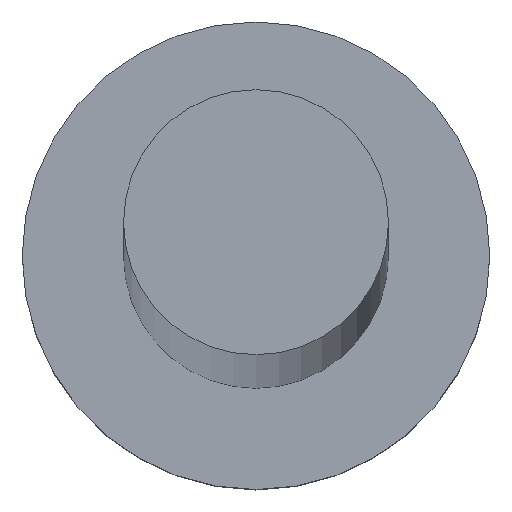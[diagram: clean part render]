
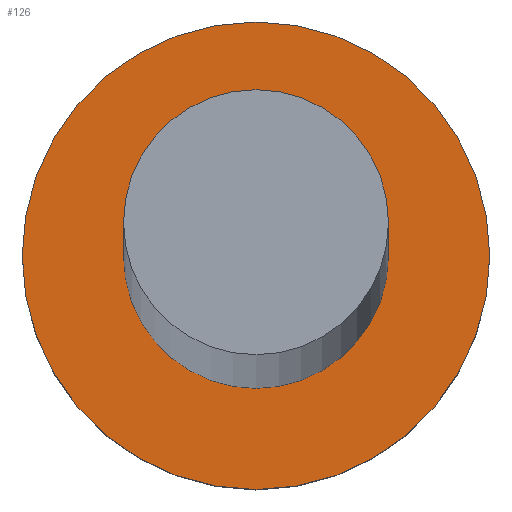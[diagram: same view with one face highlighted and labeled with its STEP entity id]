
A CAD part, top view. The second image highlights one B-rep face of the part: STEP entity #126.
In plain terms, the highlighted planar face has unit normal (0, 0, 1).
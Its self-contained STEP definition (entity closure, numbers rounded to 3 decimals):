
#3 = AXIS2_PLACEMENT_3D ( 'NONE', #205, #35, #120 ) ;
#7 = AXIS2_PLACEMENT_3D ( 'NONE', #199, #214, #129 ) ;
#14 = ORIENTED_EDGE ( 'NONE', *, *, #37, .T. ) ;
#17 = CIRCLE ( 'NONE', #88, 0.85 ) ;
#19 = DIRECTION ( 'NONE',  ( 1., 0., 0. ) ) ;
#29 = EDGE_CURVE ( 'NONE', #188, #178, #51, .T. ) ;
#32 = CARTESIAN_POINT ( 'NONE',  ( 1.5, 0., 1.5 ) ) ;
#35 = DIRECTION ( 'NONE',  ( 0., 0., 1. ) ) ;
#37 = EDGE_CURVE ( 'NONE', #154, #192, #225, .T. ) ;
#41 = ORIENTED_EDGE ( 'NONE', *, *, #67, .T. ) ;
#49 = CARTESIAN_POINT ( 'NONE',  ( 0., 0., 1.5 ) ) ;
#51 = CIRCLE ( 'NONE', #131, 0.85 ) ;
#62 = EDGE_LOOP ( 'NONE', ( #14, #41 ) ) ;
#67 = EDGE_CURVE ( 'NONE', #192, #154, #167, .T. ) ;
#76 = PLANE ( 'NONE',  #3 ) ;
#87 = CARTESIAN_POINT ( 'NONE',  ( 0., 0., 1.5 ) ) ;
#88 = AXIS2_PLACEMENT_3D ( 'NONE', #200, #112, #19 ) ;
#108 = DIRECTION ( 'NONE',  ( 1., 0., 0. ) ) ;
#112 = DIRECTION ( 'NONE',  ( 0., 0., 1. ) ) ;
#114 = CARTESIAN_POINT ( 'NONE',  ( -0.85, 0., 1.5 ) ) ;
#120 = DIRECTION ( 'NONE',  ( 1., 0., 0. ) ) ;
#126 = ADVANCED_FACE ( 'NONE', ( #168, #251 ), #76, .T. ) ;
#129 = DIRECTION ( 'NONE',  ( 1., 0., 0. ) ) ;
#131 = AXIS2_PLACEMENT_3D ( 'NONE', #49, #230, #108 ) ;
#140 = DIRECTION ( 'NONE',  ( 1., 0., 0. ) ) ;
#154 = VERTEX_POINT ( 'NONE', #252 ) ;
#167 = CIRCLE ( 'NONE', #182, 1.5 ) ;
#168 = FACE_BOUND ( 'NONE', #233, .T. ) ;
#177 = DIRECTION ( 'NONE',  ( 0., 0., 1. ) ) ;
#178 = VERTEX_POINT ( 'NONE', #215 ) ;
#182 = AXIS2_PLACEMENT_3D ( 'NONE', #87, #177, #140 ) ;
#188 = VERTEX_POINT ( 'NONE', #114 ) ;
#192 = VERTEX_POINT ( 'NONE', #32 ) ;
#199 = CARTESIAN_POINT ( 'NONE',  ( 0., 0., 1.5 ) ) ;
#200 = CARTESIAN_POINT ( 'NONE',  ( 0., 0., 1.5 ) ) ;
#201 = EDGE_CURVE ( 'NONE', #178, #188, #17, .T. ) ;
#205 = CARTESIAN_POINT ( 'NONE',  ( 0., 0., 1.5 ) ) ;
#211 = ORIENTED_EDGE ( 'NONE', *, *, #201, .F. ) ;
#214 = DIRECTION ( 'NONE',  ( 0., 0., 1. ) ) ;
#215 = CARTESIAN_POINT ( 'NONE',  ( 0.85, 0., 1.5 ) ) ;
#225 = CIRCLE ( 'NONE', #7, 1.5 ) ;
#230 = DIRECTION ( 'NONE',  ( 0., 0., 1. ) ) ;
#231 = ORIENTED_EDGE ( 'NONE', *, *, #29, .F. ) ;
#233 = EDGE_LOOP ( 'NONE', ( #231, #211 ) ) ;
#251 = FACE_OUTER_BOUND ( 'NONE', #62, .T. ) ;
#252 = CARTESIAN_POINT ( 'NONE',  ( -1.5, 0., 1.5 ) ) ;
